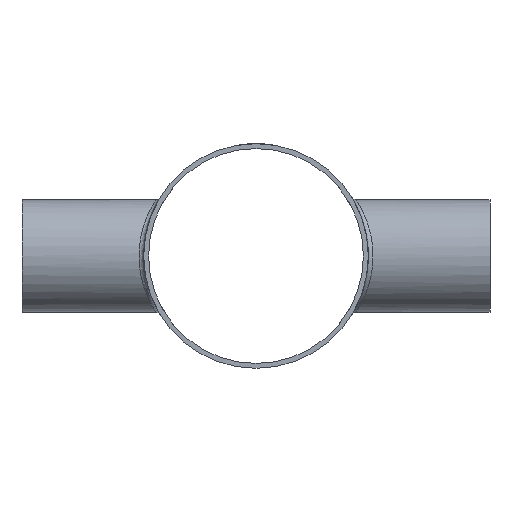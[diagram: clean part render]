
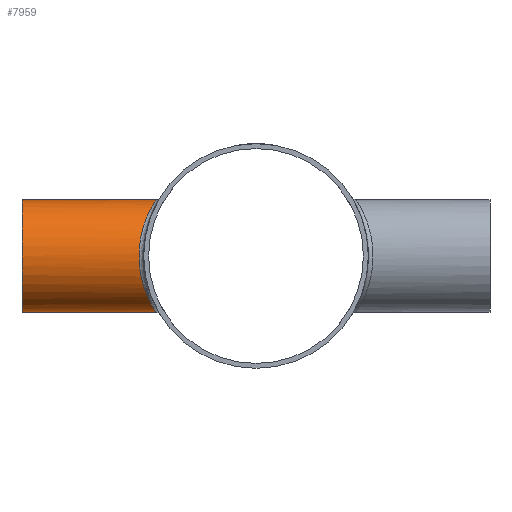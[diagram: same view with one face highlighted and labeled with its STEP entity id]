
A CAD part, left-side view. The second image highlights one B-rep face of the part: STEP entity #7959.
In plain terms, the highlighted cylindrical face has radius 19.05 mm (diameter 38.1 mm), a full revolution.
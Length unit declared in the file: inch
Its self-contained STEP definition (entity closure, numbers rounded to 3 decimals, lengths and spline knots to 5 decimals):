
#155=FACE_BOUND('',#1466,.T.);
#988=FACE_OUTER_BOUND('',#1465,.T.);
#1465=EDGE_LOOP('',(#7443));
#1466=EDGE_LOOP('',(#7444));
#2727=CIRCLE('',#8417,0.75);
#3124=B_SPLINE_CURVE_WITH_KNOTS('',3,(#17578,#17579,#17580,#17581,#17582,
#17583,#17584,#17585,#17586,#17587,#17588,#17589,#17590,#17591,#17592,#17593,
#17594,#17595,#17596,#17597,#17598,#17599,#17600,#17601,#17602,#17603,#17604),
 .UNSPECIFIED.,.T.,.F.,(4,1,1,1,1,1,1,1,1,1,1,1,1,1,1,1,1,1,1,1,1,1,1,1,
4),(0.,0.41844,0.83687,1.67375,2.09218,
2.51062,2.92906,3.34749,3.90541,4.46332,
5.02124,5.57915,6.13707,6.69499,7.11342,
7.53186,7.95029,8.36873,8.78717,9.2056,
9.62404,10.04248,10.87935,11.29779,11.71622),
 .UNSPECIFIED.);
#3909=VERTEX_POINT('',#17224);
#3912=VERTEX_POINT('',#17576);
#5087=EDGE_CURVE('',#3909,#3909,#2727,.T.);
#5092=EDGE_CURVE('',#3912,#3912,#3124,.T.);
#7443=ORIENTED_EDGE('',*,*,#5087,.T.);
#7444=ORIENTED_EDGE('',*,*,#5092,.F.);
#7496=CYLINDRICAL_SURFACE('',#8423,0.75);
#7959=ADVANCED_FACE('',(#988,#155),#7496,.T.);
#8417=AXIS2_PLACEMENT_3D('',#17225,#9895,#9896);
#8423=AXIS2_PLACEMENT_3D('',#17605,#9907,#9908);
#9895=DIRECTION('center_axis',(0.,-1.,0.));
#9896=DIRECTION('ref_axis',(1.,0.,0.));
#9907=DIRECTION('center_axis',(0.,-1.,0.));
#9908=DIRECTION('ref_axis',(1.,0.,0.));
#17224=CARTESIAN_POINT('',(0.75,3.125,0.));
#17225=CARTESIAN_POINT('Origin',(0.,3.125,0.));
#17576=CARTESIAN_POINT('',(0.,1.33463,0.75));
#17578=CARTESIAN_POINT('Ctrl Pts',(0.,1.33463,
0.75));
#17579=CARTESIAN_POINT('Ctrl Pts',(-0.05717,1.33463,
0.75));
#17580=CARTESIAN_POINT('Ctrl Pts',(-0.17152,1.34347,
0.7368));
#17581=CARTESIAN_POINT('Ctrl Pts',(-0.3846,1.39099,0.66072));
#17582=CARTESIAN_POINT('Ctrl Pts',(-0.55966,1.46347,0.52041));
#17583=CARTESIAN_POINT('Ctrl Pts',(-0.67951,1.52364,
0.33203));
#17584=CARTESIAN_POINT('Ctrl Pts',(-0.73681,1.55502,
0.17152));
#17585=CARTESIAN_POINT('Ctrl Pts',(-0.7566,1.56624,
0.00003));
#17586=CARTESIAN_POINT('Ctrl Pts',(-0.73462,1.55378,
-0.19066));
#17587=CARTESIAN_POINT('Ctrl Pts',(-0.65691,1.51129,
-0.38433));
#17588=CARTESIAN_POINT('Ctrl Pts',(-0.51725,1.44451,
-0.55783));
#17589=CARTESIAN_POINT('Ctrl Pts',(-0.33388,1.37745,
-0.68391));
#17590=CARTESIAN_POINT('Ctrl Pts',(-0.1163,1.33282,
-0.75284));
#17591=CARTESIAN_POINT('Ctrl Pts',(0.11629,1.33286,-0.75282));
#17592=CARTESIAN_POINT('Ctrl Pts',(0.31575,1.37372,-0.68966));
#17593=CARTESIAN_POINT('Ctrl Pts',(0.47211,1.42729,-0.59053));
#17594=CARTESIAN_POINT('Ctrl Pts',(0.58963,1.47847,-0.47333));
#17595=CARTESIAN_POINT('Ctrl Pts',(0.67951,1.52366,-0.33201));
#17596=CARTESIAN_POINT('Ctrl Pts',(0.73681,1.555,-0.17154));
#17597=CARTESIAN_POINT('Ctrl Pts',(0.75661,1.56625,0.));
#17598=CARTESIAN_POINT('Ctrl Pts',(0.73681,1.55501,0.17154));
#17599=CARTESIAN_POINT('Ctrl Pts',(0.67951,1.52364,0.33202));
#17600=CARTESIAN_POINT('Ctrl Pts',(0.55966,1.46347,0.5204));
#17601=CARTESIAN_POINT('Ctrl Pts',(0.3846,1.39099,0.66072));
#17602=CARTESIAN_POINT('Ctrl Pts',(0.17152,1.34347,0.7368));
#17603=CARTESIAN_POINT('Ctrl Pts',(0.05717,1.33463,0.75));
#17604=CARTESIAN_POINT('Ctrl Pts',(0.,1.33463,
0.75));
#17605=CARTESIAN_POINT('Origin',(0.,1.625,0.));
